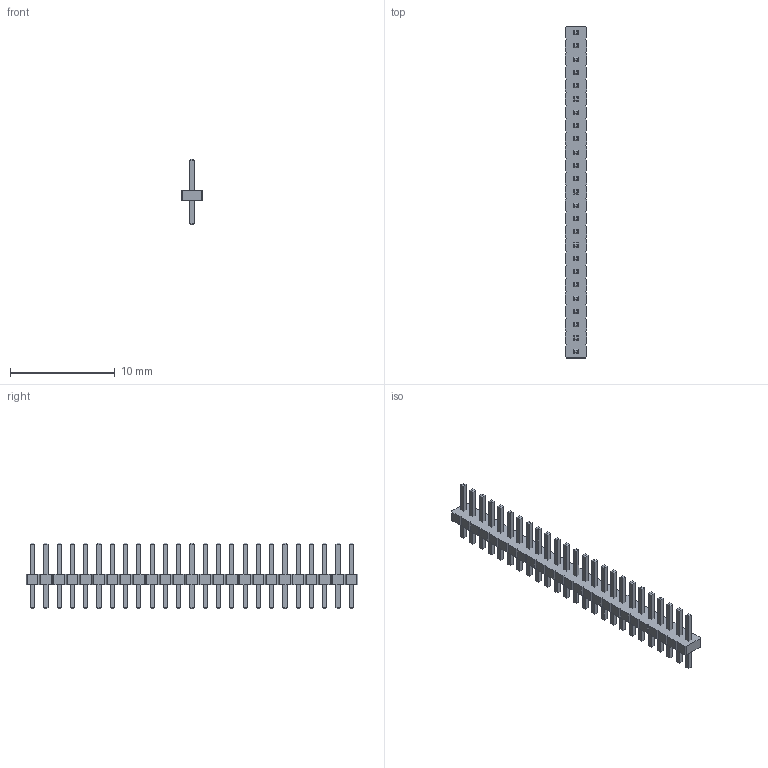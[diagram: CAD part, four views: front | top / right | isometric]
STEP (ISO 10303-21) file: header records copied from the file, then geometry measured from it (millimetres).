
FILE_DESCRIPTION(/* description */ ('model of PinHeader_1x25_P1.27mm_Vertical'),/* implementation_level */ '2;1');
FILE_NAME(/* name */ 'PinHeader_1x25_P1.27mm_Vertical.step',/* time_stamp */ '2018-01-24T12:22:42',/* author */ ('kicad StepUp','ksu'),/* organization */ ('FreeCAD'),/* preprocessor_version */ 'OCC',/* originating_system */ 'kicad StepUp',/* authorisation */ '');
FILE_SCHEMA(('AUTOMOTIVE_DESIGN { 1 0 10303 214 1 1 1 1 }'));
Length unit declared in the file: millimetre
Products named in the file (2): PinHeader_1x25_P127mm_Vertical; Shape0_304233429181
Bounding box: 2.1 x 31.75 x 6.3 mm (x, y, z)
Volume: 90.7 mm3; surface area: 458.7 mm2
Topology: 26 solids, 26 shells, 504 faces, 1156 edges, 704 vertices
Faces by surface type: plane 504
Entity records: 8849 total; most frequent: ORIENTED_EDGE 1810, CARTESIAN_POINT 1332, EDGE_CURVE 1156, LINE 1156, VERTEX_POINT 704, AXIS2_PLACEMENT_3D 505, ADVANCED_FACE 504, FACE_BOUND 504
